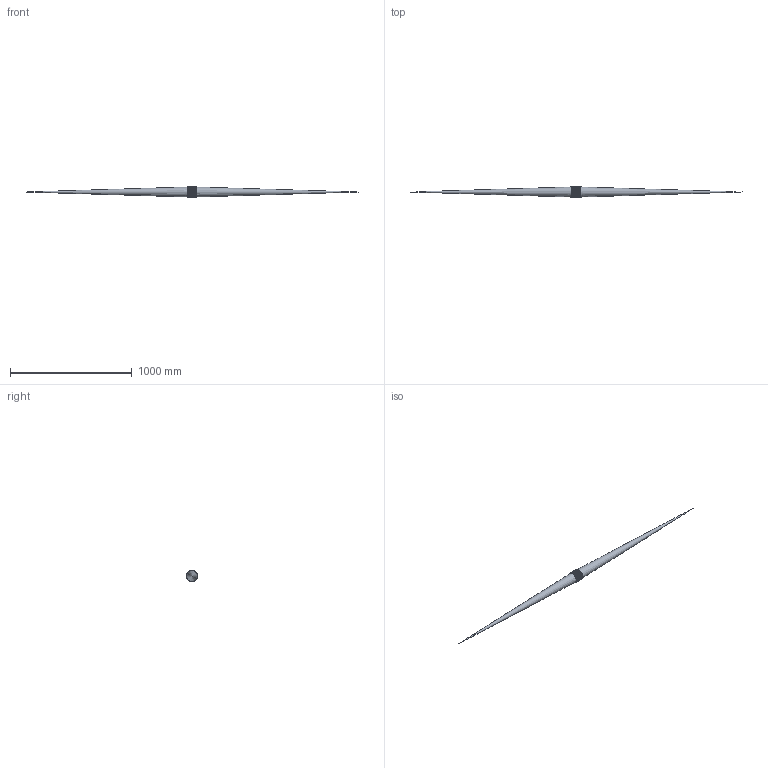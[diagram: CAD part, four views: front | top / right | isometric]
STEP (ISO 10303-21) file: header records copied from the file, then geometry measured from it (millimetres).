
FILE_DESCRIPTION(/* description */ ('3" SHORT POLY NIPPLE'),/* implementation_level */ '2;1');
FILE_NAME(/* name */ 'NIP300-SH.stp',/* time_stamp */ '2020-02-06T10:24:29-05:00',/* author */ ('KU'),/* organization */ (''),/* preprocessor_version */ 'ST-DEVELOPER v17',/* originating_system */ 'Autodesk Inventor 2019',/* authorisation */ '');
FILE_SCHEMA (('AUTOMOTIVE_DESIGN { 1 0 10303 214 3 1 1 }'));
Length unit declared in the file: inch
Products named in the file (1): NIP300-SH
Bounding box: 2724.34 x 95.25 x 88.9 mm (x, y, z)
Volume: 122507.7 mm3; surface area: 1457766.9 mm2
Topology: 1 solids, 1 shells, 111 faces, 299 edges, 188 vertices
Faces by surface type: plane 30, cylinder 29, cone 28, bspline 20, torus 4
Full cylindrical faces by diameter (mm): 73.152 x1, 88.9 x1
Entity records: 9482 total; most frequent: CARTESIAN_POINT 6953, ORIENTED_EDGE 566, DIRECTION 450, EDGE_CURVE 283, VERTEX_POINT 180, AXIS2_PLACEMENT_3D 176, EDGE_LOOP 119, FACE_OUTER_BOUND 111
